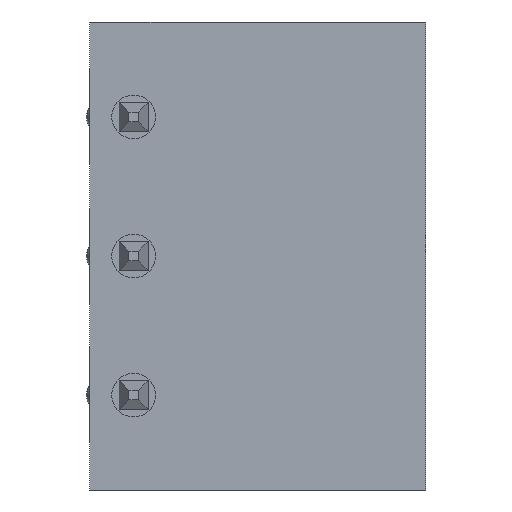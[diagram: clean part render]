
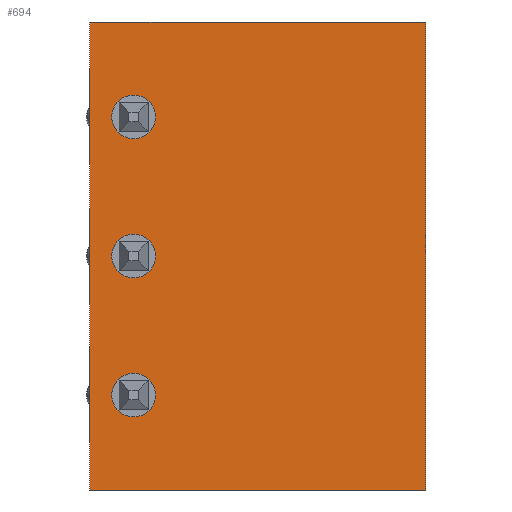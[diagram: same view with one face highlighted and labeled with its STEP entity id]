
A CAD part, front view. The second image highlights one B-rep face of the part: STEP entity #694.
In plain terms, the highlighted planar face has unit normal (0, -1, 0).
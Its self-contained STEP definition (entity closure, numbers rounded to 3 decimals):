
#694=ADVANCED_FACE('',(#1494,#1495,#1496,#1497),#1498,.T.);
#1494=FACE_OUTER_BOUND('',#2378,.T.);
#1495=FACE_BOUND('',#2379,.T.);
#1496=FACE_BOUND('',#2380,.T.);
#1497=FACE_BOUND('',#2381,.T.);
#1498=PLANE('',#2382);
#2378=EDGE_LOOP('',(#4413,#4414,#4415,#4416));
#2379=EDGE_LOOP('',(#4417,#4418));
#2380=EDGE_LOOP('',(#4419,#4420));
#2381=EDGE_LOOP('',(#4421,#4422));
#2382=AXIS2_PLACEMENT_3D('',#4423,#4424,#4425);
#4413=ORIENTED_EDGE('',*,*,#5190,.F.);
#4414=ORIENTED_EDGE('',*,*,#5871,.F.);
#4415=ORIENTED_EDGE('',*,*,#5358,.F.);
#4416=ORIENTED_EDGE('',*,*,#5543,.T.);
#4417=ORIENTED_EDGE('',*,*,#5873,.F.);
#4418=ORIENTED_EDGE('',*,*,#5874,.F.);
#4419=ORIENTED_EDGE('',*,*,#5875,.F.);
#4420=ORIENTED_EDGE('',*,*,#5876,.F.);
#4421=ORIENTED_EDGE('',*,*,#5477,.F.);
#4422=ORIENTED_EDGE('',*,*,#5869,.F.);
#4423=CARTESIAN_POINT('',(3.1,0.,0.0));
#4424=DIRECTION('',(0.,-1.0,0.0));
#4425=DIRECTION('',(0.0,0.0,-1.0));
#5190=EDGE_CURVE('',#6191,#6192,#6193,.T.);
#5358=EDGE_CURVE('',#6484,#6486,#6487,.T.);
#5477=EDGE_CURVE('',#6656,#6657,#6658,.T.);
#5543=EDGE_CURVE('',#6484,#6192,#6754,.T.);
#5869=EDGE_CURVE('',#6657,#6656,#7200,.T.);
#5871=EDGE_CURVE('',#6486,#6191,#7202,.T.);
#5873=EDGE_CURVE('',#7204,#7205,#7206,.T.);
#5874=EDGE_CURVE('',#7205,#7204,#7207,.T.);
#5875=EDGE_CURVE('',#7208,#7209,#7210,.T.);
#5876=EDGE_CURVE('',#7209,#7208,#7211,.T.);
#6191=VERTEX_POINT('',#7644);
#6192=VERTEX_POINT('',#7645);
#6193=LINE('',#7646,#7647);
#6484=VERTEX_POINT('',#8409);
#6486=VERTEX_POINT('',#8412);
#6487=LINE('',#8413,#8414);
#6656=VERTEX_POINT('',#8823);
#6657=VERTEX_POINT('',#8824);
#6658=CIRCLE('',#8825,0.6);
#6754=LINE('',#8964,#8965);
#7200=CIRCLE('',#10437,0.6);
#7202=LINE('',#10439,#10440);
#7204=VERTEX_POINT('',#10442);
#7205=VERTEX_POINT('',#10443);
#7206=CIRCLE('',#10444,0.6);
#7207=CIRCLE('',#10445,0.6);
#7208=VERTEX_POINT('',#10446);
#7209=VERTEX_POINT('',#10447);
#7210=CIRCLE('',#10448,0.6);
#7211=CIRCLE('',#10449,0.6);
#7644=CARTESIAN_POINT('',(9.2,0.,2.6));
#7645=CARTESIAN_POINT('',(9.2,0.,-10.22));
#7646=CARTESIAN_POINT('',(9.2,0.,0.0));
#7647=VECTOR('',#11622,1.0);
#8409=CARTESIAN_POINT('',(0.0,0.,-10.22));
#8412=CARTESIAN_POINT('',(0.,0.,2.6));
#8413=CARTESIAN_POINT('',(0.0,0.,0.0));
#8414=VECTOR('',#11804,1.0);
#8823=CARTESIAN_POINT('',(1.8,0.,-7.62));
#8824=CARTESIAN_POINT('',(0.6,0.,-7.62));
#8825=AXIS2_PLACEMENT_3D('',#11928,#11929,#11930);
#8964=CARTESIAN_POINT('',(0.0,0.,-10.22));
#8965=VECTOR('',#11986,1.0);
#10437=AXIS2_PLACEMENT_3D('',#12305,#12306,#12307);
#10439=CARTESIAN_POINT('',(0.0,0.,2.6));
#10440=VECTOR('',#12308,1.0);
#10442=CARTESIAN_POINT('',(0.6,0.,0.));
#10443=CARTESIAN_POINT('',(1.8,0.,0.0));
#10444=AXIS2_PLACEMENT_3D('',#12309,#12310,#12311);
#10445=AXIS2_PLACEMENT_3D('',#12312,#12313,#12314);
#10446=CARTESIAN_POINT('',(0.6,0.,-3.81));
#10447=CARTESIAN_POINT('',(1.8,0.,-3.81));
#10448=AXIS2_PLACEMENT_3D('',#12315,#12316,#12317);
#10449=AXIS2_PLACEMENT_3D('',#12318,#12319,#12320);
#11622=DIRECTION('',(0.0,0.0,-1.0));
#11804=DIRECTION('',(0.0,0.0,1.0));
#11928=CARTESIAN_POINT('',(1.2,0.,-7.62));
#11929=DIRECTION('',(0.0,-1.0,0.0));
#11930=DIRECTION('',(1.0,0.0,0.0));
#11986=DIRECTION('',(1.0,0.,0.0));
#12305=CARTESIAN_POINT('',(1.2,0.,-7.62));
#12306=DIRECTION('',(0.0,-1.0,0.0));
#12307=DIRECTION('',(1.0,0.0,0.0));
#12308=DIRECTION('',(1.0,0.,0.0));
#12309=CARTESIAN_POINT('',(1.2,0.,0.0));
#12310=DIRECTION('',(0.0,-1.0,0.0));
#12311=DIRECTION('',(1.0,0.0,0.0));
#12312=CARTESIAN_POINT('',(1.2,0.,0.0));
#12313=DIRECTION('',(0.0,-1.0,0.0));
#12314=DIRECTION('',(1.0,0.0,0.0));
#12315=CARTESIAN_POINT('',(1.2,0.,-3.81));
#12316=DIRECTION('',(0.0,-1.0,0.0));
#12317=DIRECTION('',(1.0,0.0,0.0));
#12318=CARTESIAN_POINT('',(1.2,0.,-3.81));
#12319=DIRECTION('',(0.0,-1.0,0.0));
#12320=DIRECTION('',(1.0,0.0,0.0));
